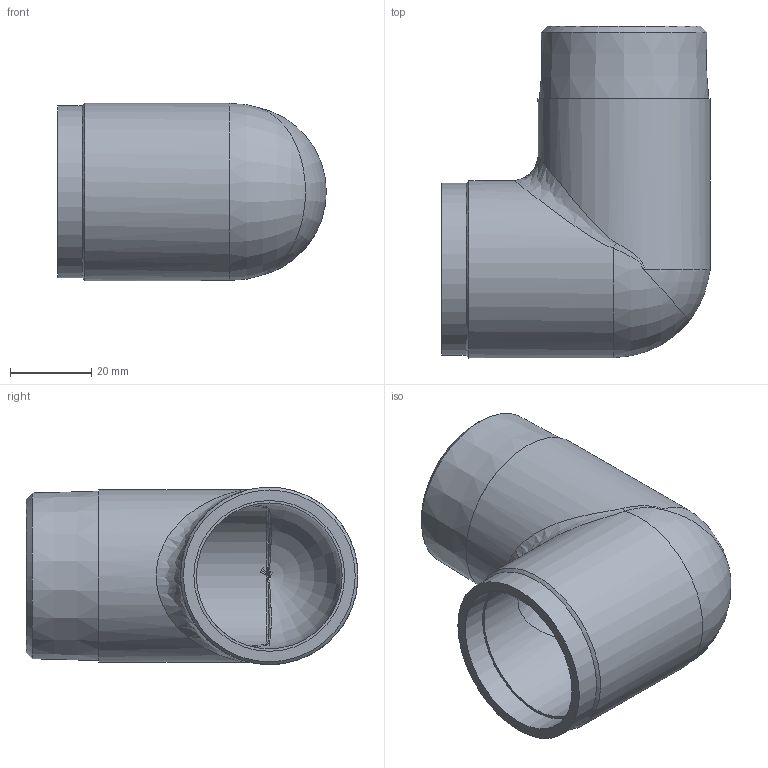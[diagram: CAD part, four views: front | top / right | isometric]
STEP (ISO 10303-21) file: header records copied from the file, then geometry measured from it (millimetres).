
FILE_DESCRIPTION(/* description */ ('Unknown'),/* implementation_level */ '2;1');
FILE_NAME(/* name */ 'DN32',/* time_stamp */ '2024-03-21T13:25:53+08:00',/* author */ ('Unknown'),/* organization */ ('Unknown'),/* preprocessor_version */ 'ST-DEVELOPER v16.7',/* originating_system */ 'DEX',/* authorisation */ $);
FILE_SCHEMA (('AUTOMOTIVE_DESIGN {1 0 10303 214 3 1 1}'));
Length unit declared in the file: millimetre
Products named in the file (2): DN32; R-304-S DN32
Assembly tree (1 placements, depth 2):
  DN32
    R-304-S DN32
Bounding box: 66.25 x 81.87 x 43.75 mm (x, y, z)
Volume: 46391.3 mm3; surface area: 25607.1 mm2
Topology: 1 solids, 1 shells, 33 faces, 91 edges, 60 vertices
Faces by surface type: bspline 15, cylinder 6, torus 5, plane 4, cone 3
Full cylindrical faces by diameter (mm): 34.7 x1, 36 x1, 37.2 x1, 42.4 x1, 42.5 x1, 43.8 x1
Entity records: 2733 total; most frequent: CARTESIAN_POINT 2047, ORIENTED_EDGE 150, DIRECTION 84, EDGE_CURVE 75, VERTEX_POINT 57, B_SPLINE_CURVE_WITH_KNOTS 52, FACE_BOUND 46, EDGE_LOOP 45
